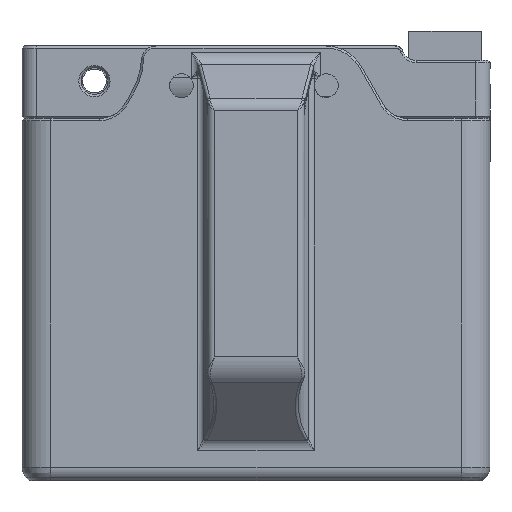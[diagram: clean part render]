
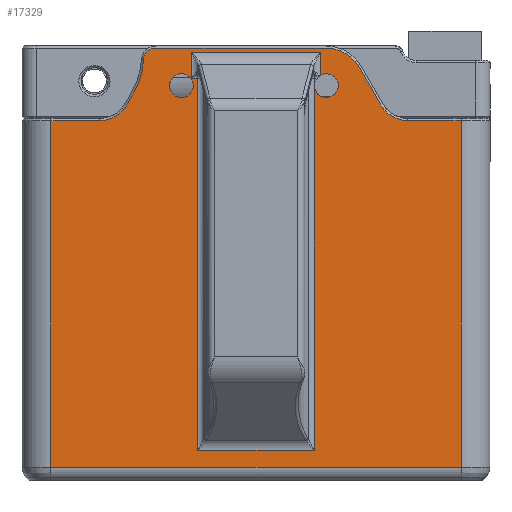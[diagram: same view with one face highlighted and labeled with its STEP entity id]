
A CAD part, front view. The second image highlights one B-rep face of the part: STEP entity #17329.
In plain terms, the highlighted face is planar.
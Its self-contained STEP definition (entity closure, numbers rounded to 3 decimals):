
#1413=FACE_BOUND('',#3189,.T.);
#1414=FACE_BOUND('',#3190,.T.);
#2124=FACE_OUTER_BOUND('',#3188,.T.);
#3188=EDGE_LOOP('',(#13932,#13933,#13934,#13935,#13936,#13937,#13938,#13939,
#13940,#13941,#13942,#13943,#13944));
#3189=EDGE_LOOP('',(#13945,#13946,#13947,#13948,#13949,#13950,#13951,#13952));
#3190=EDGE_LOOP('',(#13953));
#3983=CIRCLE('',#19005,1.7);
#3985=CIRCLE('',#19008,10.3);
#3993=CIRCLE('',#19032,4.3);
#3994=CIRCLE('',#19033,4.3);
#3995=CIRCLE('',#19034,5.2);
#3996=CIRCLE('',#19035,1.65);
#3997=CIRCLE('',#19036,1.65);
#5129=LINE('',#33166,#6379);
#5131=LINE('',#33170,#6381);
#5132=LINE('',#33174,#6382);
#5133=LINE('',#33176,#6383);
#5134=LINE('',#33178,#6384);
#5135=LINE('',#33180,#6385);
#5136=LINE('',#33182,#6386);
#5137=LINE('',#33186,#6387);
#5138=LINE('',#33190,#6388);
#5139=LINE('',#33192,#6389);
#5140=LINE('',#33196,#6390);
#5141=LINE('',#33198,#6391);
#5142=LINE('',#33200,#6392);
#5143=LINE('',#33202,#6393);
#5144=LINE('',#33203,#6394);
#6379=VECTOR('',#22928,17.6);
#6381=VECTOR('',#22932,1.909);
#6382=VECTOR('',#22935,6.742);
#6383=VECTOR('',#22936,47.872);
#6384=VECTOR('',#22937,56.6);
#6385=VECTOR('',#22938,47.872);
#6386=VECTOR('',#22939,7.342);
#6387=VECTOR('',#22942,6.062);
#6388=VECTOR('',#22945,17.841);
#6389=VECTOR('',#22946,3.2);
#6390=VECTOR('',#22949,50.195);
#6391=VECTOR('',#22950,16.111);
#6392=VECTOR('',#22951,51.389);
#6393=VECTOR('',#22952,0.865);
#6394=VECTOR('',#22953,3.594);
#7688=VERTEX_POINT('',#32970);
#7691=VERTEX_POINT('',#32975);
#7693=VERTEX_POINT('',#32981);
#7734=VERTEX_POINT('',#33165);
#7735=VERTEX_POINT('',#33169);
#7736=VERTEX_POINT('',#33171);
#7737=VERTEX_POINT('',#33173);
#7738=VERTEX_POINT('',#33175);
#7739=VERTEX_POINT('',#33177);
#7740=VERTEX_POINT('',#33179);
#7741=VERTEX_POINT('',#33181);
#7742=VERTEX_POINT('',#33183);
#7743=VERTEX_POINT('',#33185);
#7744=VERTEX_POINT('',#33188);
#7745=VERTEX_POINT('',#33189);
#7746=VERTEX_POINT('',#33191);
#7747=VERTEX_POINT('',#33193);
#7748=VERTEX_POINT('',#33195);
#7749=VERTEX_POINT('',#33197);
#7750=VERTEX_POINT('',#33199);
#7751=VERTEX_POINT('',#33201);
#7752=VERTEX_POINT('',#33204);
#9790=EDGE_CURVE('',#7691,#7688,#3983,.T.);
#9793=EDGE_CURVE('',#7691,#7693,#3985,.T.);
#9839=EDGE_CURVE('',#7734,#7688,#5129,.T.);
#9841=EDGE_CURVE('',#7693,#7735,#5131,.T.);
#9842=EDGE_CURVE('',#7735,#7736,#3993,.T.);
#9843=EDGE_CURVE('',#7736,#7737,#5132,.T.);
#9844=EDGE_CURVE('',#7737,#7738,#5133,.F.);
#9845=EDGE_CURVE('',#7738,#7739,#5134,.T.);
#9846=EDGE_CURVE('',#7739,#7740,#5135,.T.);
#9847=EDGE_CURVE('',#7740,#7741,#5136,.T.);
#9848=EDGE_CURVE('',#7741,#7742,#3994,.T.);
#9849=EDGE_CURVE('',#7742,#7743,#5137,.T.);
#9850=EDGE_CURVE('',#7743,#7734,#3995,.F.);
#9851=EDGE_CURVE('',#7744,#7745,#5138,.T.);
#9852=EDGE_CURVE('',#7745,#7746,#5139,.T.);
#9853=EDGE_CURVE('',#7747,#7746,#3996,.T.);
#9854=EDGE_CURVE('',#7747,#7748,#5140,.F.);
#9855=EDGE_CURVE('',#7748,#7749,#5141,.F.);
#9856=EDGE_CURVE('',#7749,#7750,#5142,.T.);
#9857=EDGE_CURVE('',#7750,#7751,#5143,.T.);
#9858=EDGE_CURVE('',#7751,#7744,#5144,.T.);
#9859=EDGE_CURVE('',#7752,#7752,#3997,.T.);
#13932=ORIENTED_EDGE('',*,*,#9790,.F.);
#13933=ORIENTED_EDGE('',*,*,#9793,.T.);
#13934=ORIENTED_EDGE('',*,*,#9841,.T.);
#13935=ORIENTED_EDGE('',*,*,#9842,.T.);
#13936=ORIENTED_EDGE('',*,*,#9843,.T.);
#13937=ORIENTED_EDGE('',*,*,#9844,.T.);
#13938=ORIENTED_EDGE('',*,*,#9845,.T.);
#13939=ORIENTED_EDGE('',*,*,#9846,.T.);
#13940=ORIENTED_EDGE('',*,*,#9847,.T.);
#13941=ORIENTED_EDGE('',*,*,#9848,.T.);
#13942=ORIENTED_EDGE('',*,*,#9849,.T.);
#13943=ORIENTED_EDGE('',*,*,#9850,.T.);
#13944=ORIENTED_EDGE('',*,*,#9839,.T.);
#13945=ORIENTED_EDGE('',*,*,#9851,.T.);
#13946=ORIENTED_EDGE('',*,*,#9852,.T.);
#13947=ORIENTED_EDGE('',*,*,#9853,.F.);
#13948=ORIENTED_EDGE('',*,*,#9854,.T.);
#13949=ORIENTED_EDGE('',*,*,#9855,.T.);
#13950=ORIENTED_EDGE('',*,*,#9856,.T.);
#13951=ORIENTED_EDGE('',*,*,#9857,.T.);
#13952=ORIENTED_EDGE('',*,*,#9858,.T.);
#13953=ORIENTED_EDGE('',*,*,#9859,.F.);
#15671=PLANE('',#19031);
#17329=ADVANCED_FACE('',(#2124,#1413,#1414),#15671,.F.);
#19005=AXIS2_PLACEMENT_3D('',#32977,#22853,#22854);
#19008=AXIS2_PLACEMENT_3D('',#32983,#22860,#22861);
#19031=AXIS2_PLACEMENT_3D('',#33168,#22930,#22931);
#19032=AXIS2_PLACEMENT_3D('',#33172,#22933,#22934);
#19033=AXIS2_PLACEMENT_3D('',#33184,#22940,#22941);
#19034=AXIS2_PLACEMENT_3D('',#33187,#22943,#22944);
#19035=AXIS2_PLACEMENT_3D('',#33194,#22947,#22948);
#19036=AXIS2_PLACEMENT_3D('',#33205,#22954,#22955);
#22853=DIRECTION('center_axis',(0.,0.,-1.));
#22854=DIRECTION('ref_axis',(0.,1.,0.));
#22860=DIRECTION('center_axis',(0.,0.,-1.));
#22861=DIRECTION('ref_axis',(-1.,0.,0.));
#22928=DIRECTION('',(-1.,0.,0.));
#22930=DIRECTION('center_axis',(0.,0.,-1.));
#22931=DIRECTION('ref_axis',(-1.,0.,0.));
#22932=DIRECTION('',(-0.5,-0.866,0.));
#22933=DIRECTION('center_axis',(0.,0.,-1.));
#22934=DIRECTION('ref_axis',(-1.,0.,0.));
#22935=DIRECTION('',(-1.,0.,0.));
#22936=DIRECTION('',(0.,1.,0.));
#22937=DIRECTION('',(1.,0.,0.));
#22938=DIRECTION('',(0.,1.,0.));
#22939=DIRECTION('',(-1.,0.,0.));
#22940=DIRECTION('center_axis',(0.,0.,-1.));
#22941=DIRECTION('ref_axis',(-1.,0.,0.));
#22942=DIRECTION('',(-0.5,0.866,0.));
#22943=DIRECTION('center_axis',(0.,0.,-1.));
#22944=DIRECTION('ref_axis',(-1.,0.,0.));
#22945=DIRECTION('',(1.,0.,0.));
#22946=DIRECTION('',(0.,-1.,0.));
#22947=DIRECTION('center_axis',(0.,0.,1.));
#22948=DIRECTION('ref_axis',(1.,0.,0.));
#22949=DIRECTION('',(0.,1.,0.));
#22950=DIRECTION('',(1.,0.,0.));
#22951=DIRECTION('',(0.,1.,0.));
#22952=DIRECTION('',(-1.,0.,0.));
#22953=DIRECTION('',(0.,1.,0.));
#22954=DIRECTION('center_axis',(0.,0.,1.));
#22955=DIRECTION('ref_axis',(1.,0.,0.));
#32970=CARTESIAN_POINT('',(-41.518,-0.3,21.5));
#32975=CARTESIAN_POINT('',(-43.215,-1.907,21.5));
#32977=CARTESIAN_POINT('Origin',(-41.518,-2.,21.5));
#32981=CARTESIAN_POINT('',(-44.58,-6.497,21.5));
#32983=CARTESIAN_POINT('Origin',(-53.5,-1.347,21.5));
#33165=CARTESIAN_POINT('',(-18.,-0.3,21.5));
#33166=CARTESIAN_POINT('',(-18.,-0.3,21.5));
#33168=CARTESIAN_POINT('Origin',(-60.,-60.,21.5));
#33169=CARTESIAN_POINT('',(-45.534,-8.15,21.5));
#33170=CARTESIAN_POINT('',(-44.58,-6.497,21.5));
#33171=CARTESIAN_POINT('',(-49.258,-10.3,21.5));
#33172=CARTESIAN_POINT('Origin',(-49.258,-6.,21.5));
#33173=CARTESIAN_POINT('',(-56.,-10.3,21.5));
#33174=CARTESIAN_POINT('',(-49.258,-10.3,21.5));
#33175=CARTESIAN_POINT('',(-56.,-58.172,21.5));
#33176=CARTESIAN_POINT('',(-56.,-58.172,21.5));
#33177=CARTESIAN_POINT('',(0.6,-58.172,21.5));
#33178=CARTESIAN_POINT('',(-56.,-58.172,21.5));
#33179=CARTESIAN_POINT('',(0.6,-10.3,21.5));
#33180=CARTESIAN_POINT('',(0.6,-58.172,21.5));
#33181=CARTESIAN_POINT('',(-6.742,-10.3,21.5));
#33182=CARTESIAN_POINT('',(0.6,-10.3,21.5));
#33183=CARTESIAN_POINT('',(-10.466,-8.15,21.5));
#33184=CARTESIAN_POINT('Origin',(-6.742,-6.,21.5));
#33185=CARTESIAN_POINT('',(-13.497,-2.9,21.5));
#33186=CARTESIAN_POINT('',(-10.466,-8.15,21.5));
#33187=CARTESIAN_POINT('Origin',(-18.,-5.5,21.5));
#33188=CARTESIAN_POINT('',(-36.621,-0.845,21.5));
#33189=CARTESIAN_POINT('',(-18.779,-0.845,21.5));
#33190=CARTESIAN_POINT('',(-36.621,-0.845,21.5));
#33191=CARTESIAN_POINT('',(-18.779,-4.046,21.5));
#33192=CARTESIAN_POINT('',(-18.779,-0.845,21.5));
#33193=CARTESIAN_POINT('',(-19.645,-5.634,21.5));
#33194=CARTESIAN_POINT('Origin',(-18.,-5.5,21.5));
#33195=CARTESIAN_POINT('',(-19.645,-55.828,21.5));
#33196=CARTESIAN_POINT('',(-19.645,-55.828,21.5));
#33197=CARTESIAN_POINT('',(-35.755,-55.828,21.5));
#33198=CARTESIAN_POINT('',(-35.755,-55.828,21.5));
#33199=CARTESIAN_POINT('',(-35.755,-4.439,21.5));
#33200=CARTESIAN_POINT('',(-35.755,-55.828,21.5));
#33201=CARTESIAN_POINT('',(-36.621,-4.439,21.5));
#33202=CARTESIAN_POINT('',(-35.755,-4.439,21.5));
#33203=CARTESIAN_POINT('',(-36.621,-4.439,21.5));
#33204=CARTESIAN_POINT('',(-39.65,-5.5,21.5));
#33205=CARTESIAN_POINT('Origin',(-38.,-5.5,21.5));
